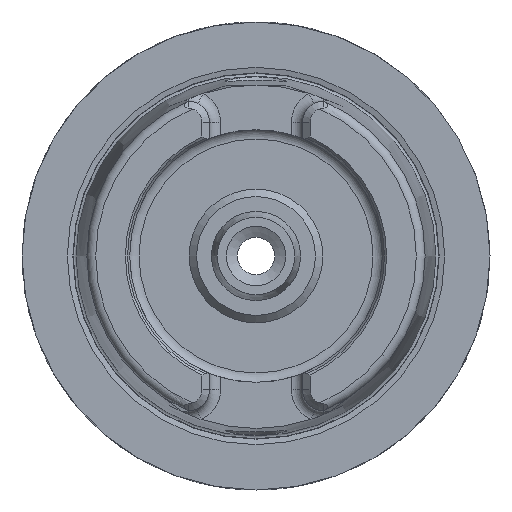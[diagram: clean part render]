
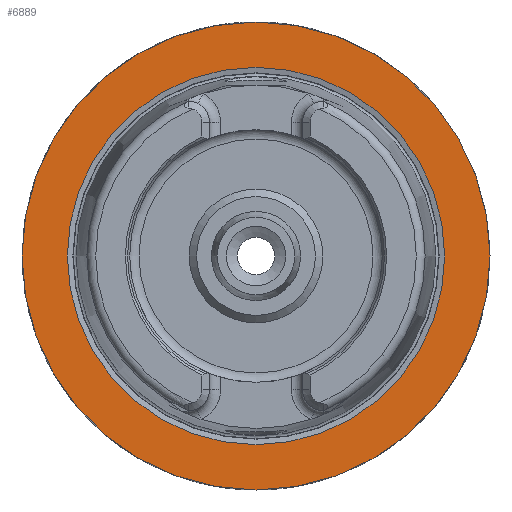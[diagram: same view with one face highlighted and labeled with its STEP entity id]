
A CAD part, left-side view. The second image highlights one B-rep face of the part: STEP entity #6889.
In plain terms, the highlighted planar face has unit normal (-1, 0, 0).
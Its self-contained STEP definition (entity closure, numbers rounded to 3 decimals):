
#6080=CARTESIAN_POINT('',(0.0,31.5,0.0));
#6081=VERTEX_POINT('',#6080);
#6082=CARTESIAN_POINT('',(0.0,0.0,0.0));
#6083=DIRECTION('',(1.0,0.0,0.0));
#6084=DIRECTION('',(0.0,1.0,0.0));
#6085=AXIS2_PLACEMENT_3D('',#6082,#6083,#6084);
#6086=CIRCLE('',#6085,31.5);
#6087=EDGE_CURVE('',#6081,#6081,#6086,.T.);
#6863=CARTESIAN_POINT('',(0.0,25.4,0.0));
#6864=VERTEX_POINT('',#6863);
#6865=CARTESIAN_POINT('',(0.0,0.0,0.0));
#6866=DIRECTION('',(1.0,0.0,0.0));
#6867=DIRECTION('',(0.0,1.0,0.0));
#6868=AXIS2_PLACEMENT_3D('',#6865,#6866,#6867);
#6869=CIRCLE('',#6868,25.4);
#6870=EDGE_CURVE('',#6864,#6864,#6869,.T.);
#6878=CARTESIAN_POINT('',(0.0,28.45,0.0));
#6879=DIRECTION('',(-1.0,0.0,0.0));
#6880=DIRECTION('',(0.0,0.0,1.0));
#6881=AXIS2_PLACEMENT_3D('',#6878,#6879,#6880);
#6882=PLANE('',#6881);
#6883=ORIENTED_EDGE('',*,*,#6087,.F.);
#6884=EDGE_LOOP('',(#6883));
#6885=FACE_OUTER_BOUND('',#6884,.T.);
#6886=ORIENTED_EDGE('',*,*,#6870,.T.);
#6887=EDGE_LOOP('',(#6886));
#6888=FACE_BOUND('',#6887,.T.);
#6889=ADVANCED_FACE('',(#6885,#6888),#6882,.T.);
